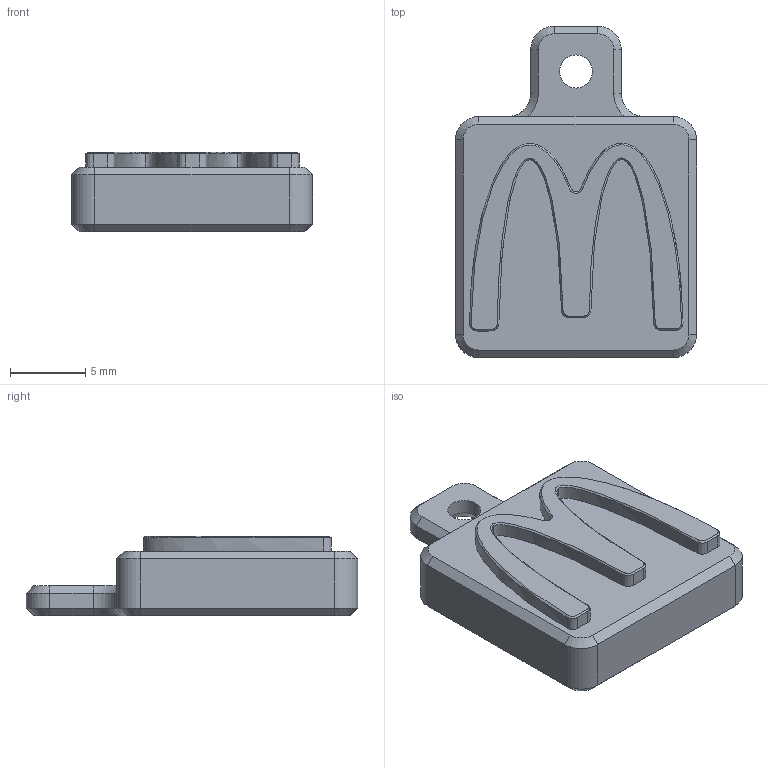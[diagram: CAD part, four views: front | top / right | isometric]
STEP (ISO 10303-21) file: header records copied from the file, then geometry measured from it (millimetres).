
FILE_DESCRIPTION(/* description */ (''),/* implementation_level */ '2;1');
FILE_NAME(/* name */ 'mc65_badge.step',/* time_stamp */ '2023-01-16T00:01:04-08:00',/* author */ (''),/* organization */ (''),/* preprocessor_version */ 'ST-DEVELOPER v19.2',/* originating_system */ 'Autodesk Translation Framework v11.17.0.187',/* authorisation */ '');
FILE_SCHEMA (('AUTOMOTIVE_DESIGN { 1 0 10303 214 3 1 1 }'));
Length unit declared in the file: millimetre
Products named in the file (1): Badge
Bounding box: 16 x 22 x 5.3 mm (x, y, z)
Volume: 1204.1 mm3; surface area: 903.6 mm2
Topology: 1 solids, 1 shells, 88 faces, 206 edges, 121 vertices
Faces by surface type: plane 32, bspline 30, cone 17, cylinder 9
Full cylindrical faces by diameter (mm): 2.2 x1
Entity records: 3463 total; most frequent: CARTESIAN_POINT 1616, ORIENTED_EDGE 412, DIRECTION 298, EDGE_CURVE 206, VERTEX_POINT 121, LINE 110, VECTOR 110, AXIS2_PLACEMENT_3D 94
